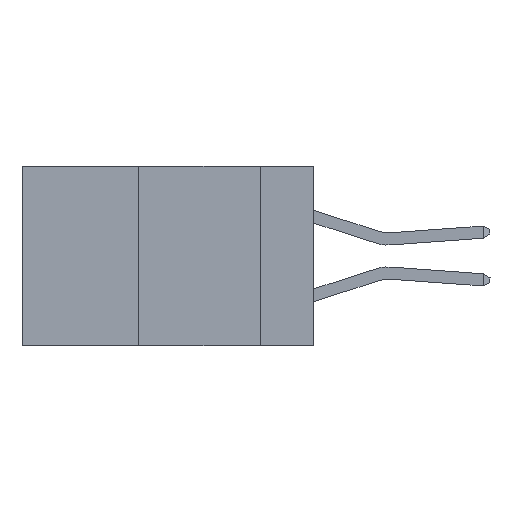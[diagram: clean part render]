
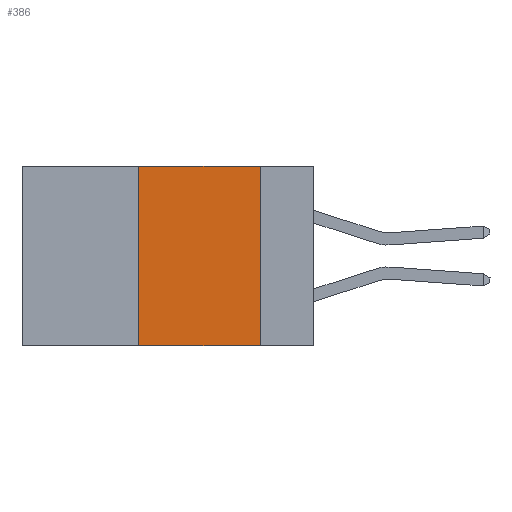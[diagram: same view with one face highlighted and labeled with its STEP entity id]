
A CAD part, left-side view. The second image highlights one B-rep face of the part: STEP entity #386.
In plain terms, the highlighted planar face has unit normal (-1, 0, 0).
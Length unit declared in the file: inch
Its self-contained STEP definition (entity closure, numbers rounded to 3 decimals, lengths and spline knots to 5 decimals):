
#386 = ADVANCED_FACE ( 'NONE', ( #11377 ), #9245, .F. ) ;
#819 = DIRECTION ( 'NONE',  ( 0., -1., 0. ) ) ;
#868 = CARTESIAN_POINT ( 'NONE',  ( 0., 0.36, 0. ) ) ;
#1082 = VERTEX_POINT ( 'NONE', #868 ) ;
#1477 = CARTESIAN_POINT ( 'NONE',  ( 0., 0.11, 0. ) ) ;
#1770 = CARTESIAN_POINT ( 'NONE',  ( 0., 0.36, 0. ) ) ;
#2461 = DIRECTION ( 'NONE',  ( 0., 0., -1. ) ) ;
#2496 = CARTESIAN_POINT ( 'NONE',  ( 0., 0.6, 0. ) ) ;
#2536 = VECTOR ( 'NONE', #2461, 39.37008 ) ;
#3098 = VECTOR ( 'NONE', #7647, 39.37008 ) ;
#3368 = CARTESIAN_POINT ( 'NONE',  ( 0., 0.6, 0. ) ) ;
#3779 = LINE ( 'NONE', #1770, #3098 ) ;
#4438 = DIRECTION ( 'NONE',  ( 0., -1., 0. ) ) ;
#4549 = EDGE_CURVE ( 'NONE', #4728, #11918, #9783, .T. ) ;
#4728 = VERTEX_POINT ( 'NONE', #12337 ) ;
#5525 = ORIENTED_EDGE ( 'NONE', *, *, #4549, .F. ) ;
#5558 = ORIENTED_EDGE ( 'NONE', *, *, #11734, .F. ) ;
#5718 = ORIENTED_EDGE ( 'NONE', *, *, #6513, .F. ) ;
#6406 = ORIENTED_EDGE ( 'NONE', *, *, #9428, .T. ) ;
#6513 = EDGE_CURVE ( 'NONE', #10612, #1082, #3779, .T. ) ;
#6873 = VECTOR ( 'NONE', #819, 39.37008 ) ;
#7115 = AXIS2_PLACEMENT_3D ( 'NONE', #2496, #8208, #9360 ) ;
#7225 = LINE ( 'NONE', #3368, #11981 ) ;
#7647 = DIRECTION ( 'NONE',  ( 0., 0., 1. ) ) ;
#7907 = CARTESIAN_POINT ( 'NONE',  ( 0., 0.36, -0.37 ) ) ;
#8208 = DIRECTION ( 'NONE',  ( 1., 0., 0. ) ) ;
#8638 = CARTESIAN_POINT ( 'NONE',  ( 0., 0.6, -0.37 ) ) ;
#9158 = EDGE_LOOP ( 'NONE', ( #5525, #5558, #5718, #6406 ) ) ;
#9245 = PLANE ( 'NONE',  #7115 ) ;
#9360 = DIRECTION ( 'NONE',  ( 0., 0., -1. ) ) ;
#9428 = EDGE_CURVE ( 'NONE', #10612, #11918, #11580, .T. ) ;
#9783 = LINE ( 'NONE', #1477, #2536 ) ;
#10612 = VERTEX_POINT ( 'NONE', #7907 ) ;
#10961 = CARTESIAN_POINT ( 'NONE',  ( 0., 0.11, -0.37 ) ) ;
#11377 = FACE_OUTER_BOUND ( 'NONE', #9158, .T. ) ;
#11580 = LINE ( 'NONE', #8638, #6873 ) ;
#11734 = EDGE_CURVE ( 'NONE', #1082, #4728, #7225, .T. ) ;
#11918 = VERTEX_POINT ( 'NONE', #10961 ) ;
#11981 = VECTOR ( 'NONE', #4438, 39.37008 ) ;
#12337 = CARTESIAN_POINT ( 'NONE',  ( 0., 0.11, 0. ) ) ;
